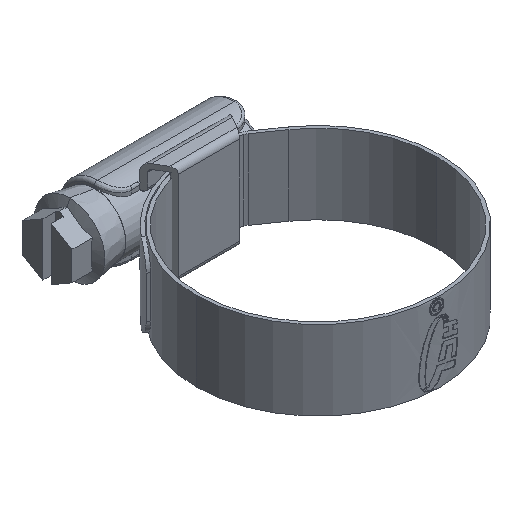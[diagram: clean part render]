
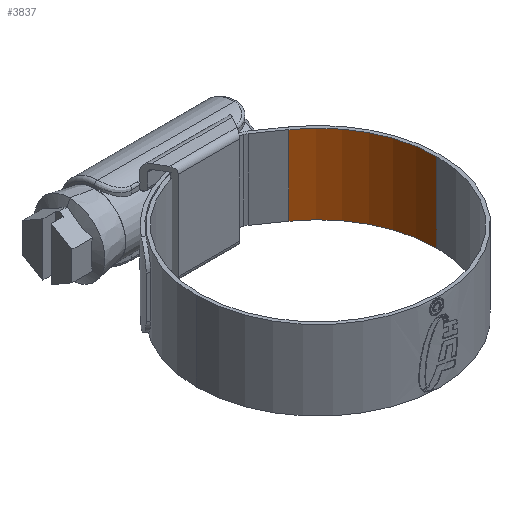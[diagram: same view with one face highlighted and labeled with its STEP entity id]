
A CAD part, isometric view. The second image highlights one B-rep face of the part: STEP entity #3837.
In plain terms, the highlighted cylindrical face has radius 19 mm (diameter 38 mm), a partial arc.
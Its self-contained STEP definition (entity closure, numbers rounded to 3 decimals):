
#17 = ORIENTED_EDGE ( 'NONE', *, *, #909, .T. ) ;
#167 = EDGE_CURVE ( 'NONE', #4489, #6765, #4356, .T. ) ;
#298 = AXIS2_PLACEMENT_3D ( 'NONE', #883, #346, #3385 ) ;
#346 = DIRECTION ( 'NONE',  ( 0., 0., 1. ) ) ;
#446 = ORIENTED_EDGE ( 'NONE', *, *, #167, .F. ) ;
#883 = CARTESIAN_POINT ( 'NONE',  ( 0., 0., -6.35 ) ) ;
#888 = CARTESIAN_POINT ( 'NONE',  ( 10.898, 15.564, 6.35 ) ) ;
#909 = EDGE_CURVE ( 'NONE', #5012, #4570, #1760, .T. ) ;
#936 = CARTESIAN_POINT ( 'NONE',  ( 19., 0., -6.35 ) ) ;
#964 = DIRECTION ( 'NONE',  ( 0., 0., -1. ) ) ;
#1260 = LINE ( 'NONE', #6561, #6710 ) ;
#1483 = CARTESIAN_POINT ( 'NONE',  ( 10.898, 15.564, -6.35 ) ) ;
#1760 = CIRCLE ( 'NONE', #5958, 19. ) ;
#2214 = CARTESIAN_POINT ( 'NONE',  ( 10.898, 15.564, 6.35 ) ) ;
#2293 = EDGE_CURVE ( 'NONE', #5012, #4489, #1260, .T. ) ;
#2300 = DIRECTION ( 'NONE',  ( 0., 0., -1. ) ) ;
#2339 = FACE_OUTER_BOUND ( 'NONE', #2684, .T. ) ;
#2418 = ORIENTED_EDGE ( 'NONE', *, *, #7615, .T. ) ;
#2441 = CARTESIAN_POINT ( 'NONE',  ( 19., 0., 6.35 ) ) ;
#2451 = VECTOR ( 'NONE', #964, 1000. ) ;
#2556 = DIRECTION ( 'NONE',  ( 0., 0., 1. ) ) ;
#2650 = AXIS2_PLACEMENT_3D ( 'NONE', #4146, #2300, #5342 ) ;
#2684 = EDGE_LOOP ( 'NONE', ( #7373, #17, #2418, #446 ) ) ;
#3385 = DIRECTION ( 'NONE',  ( 1., 0., 0. ) ) ;
#3837 = ADVANCED_FACE ( 'NONE', ( #2339 ), #5930, .F. ) ;
#4146 = CARTESIAN_POINT ( 'NONE',  ( 0., 0., 6.35 ) ) ;
#4356 = CIRCLE ( 'NONE', #298, 19. ) ;
#4380 = DIRECTION ( 'NONE',  ( 1., 0., 0. ) ) ;
#4489 = VERTEX_POINT ( 'NONE', #936 ) ;
#4570 = VERTEX_POINT ( 'NONE', #2214 ) ;
#5012 = VERTEX_POINT ( 'NONE', #2441 ) ;
#5342 = DIRECTION ( 'NONE',  ( -1., 0., 0. ) ) ;
#5930 = CYLINDRICAL_SURFACE ( 'NONE', #2650, 19. ) ;
#5958 = AXIS2_PLACEMENT_3D ( 'NONE', #7254, #2556, #4380 ) ;
#6491 = DIRECTION ( 'NONE',  ( 0., 0., -1. ) ) ;
#6561 = CARTESIAN_POINT ( 'NONE',  ( 19., 0., 6.35 ) ) ;
#6710 = VECTOR ( 'NONE', #6491, 1000. ) ;
#6765 = VERTEX_POINT ( 'NONE', #1483 ) ;
#7254 = CARTESIAN_POINT ( 'NONE',  ( 0., 0., 6.35 ) ) ;
#7373 = ORIENTED_EDGE ( 'NONE', *, *, #2293, .F. ) ;
#7410 = LINE ( 'NONE', #888, #2451 ) ;
#7615 = EDGE_CURVE ( 'NONE', #4570, #6765, #7410, .T. ) ;
